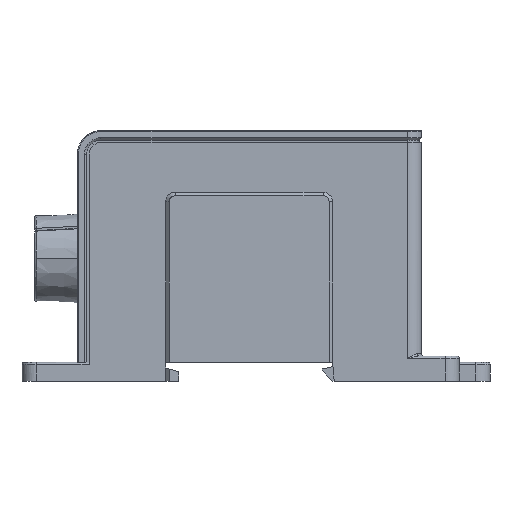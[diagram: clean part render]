
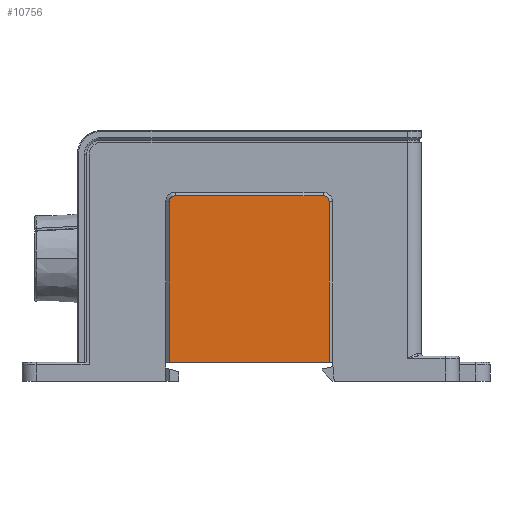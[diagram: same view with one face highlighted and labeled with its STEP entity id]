
A CAD part, left-side view. The second image highlights one B-rep face of the part: STEP entity #10756.
In plain terms, the highlighted planar face has unit normal (-1, 0, 0).
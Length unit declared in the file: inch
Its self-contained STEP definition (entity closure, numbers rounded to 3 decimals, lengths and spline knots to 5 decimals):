
#41 = ORIENTED_EDGE ( 'NONE', *, *, #1113, .F. ) ;
#359 = ORIENTED_EDGE ( 'NONE', *, *, #6748, .F. ) ;
#361 = CARTESIAN_POINT ( 'NONE',  ( -0.02953, 2.10039, 1.5025 ) ) ;
#433 = VERTEX_POINT ( 'NONE', #6162 ) ;
#443 = CARTESIAN_POINT ( 'NONE',  ( -0.02953, 2.10039, 0.15748 ) ) ;
#751 = CARTESIAN_POINT ( 'NONE',  ( -0.02953, 1.0876, 1.54528 ) ) ;
#813 = VERTEX_POINT ( 'NONE', #443 ) ;
#1113 = EDGE_CURVE ( 'NONE', #3601, #2544, #9438, .T. ) ;
#1458 = CARTESIAN_POINT ( 'NONE',  ( -0.02953, 2.10039, 1.22047 ) ) ;
#1473 = CARTESIAN_POINT ( 'NONE',  ( -0.02953, 0.8189, 1.54528 ) ) ;
#1513 = CARTESIAN_POINT ( 'NONE',  ( -0.02953, 0.81246, 1.54528 ) ) ;
#1576 = CARTESIAN_POINT ( 'NONE',  ( -0.02953, 0.77954, 1.52631 ) ) ;
#1643 = CARTESIAN_POINT ( 'NONE',  ( -0.02953, 0.79411, 1.53906 ) ) ;
#1649 = LINE ( 'NONE', #1458, #10324 ) ;
#1774 = CARTESIAN_POINT ( 'NONE',  ( -0.02953, 0.76969, 1.49606 ) ) ;
#2102 = CARTESIAN_POINT ( 'NONE',  ( -0.02953, 2.09911, 1.50894 ) ) ;
#2168 = CARTESIAN_POINT ( 'NONE',  ( -0.02953, 2.09053, 1.52631 ) ) ;
#2544 = VERTEX_POINT ( 'NONE', #1774 ) ;
#2688 = FACE_OUTER_BOUND ( 'NONE', #8049, .T. ) ;
#2737 = CARTESIAN_POINT ( 'NONE',  ( -0.02953, 2.12992, 0.15748 ) ) ;
#3018 = CARTESIAN_POINT ( 'NONE',  ( -0.02953, 2.09418, 1.52085 ) ) ;
#3026 = ORIENTED_EDGE ( 'NONE', *, *, #8056, .T. ) ;
#3601 = VERTEX_POINT ( 'NONE', #1473 ) ;
#3859 = DIRECTION ( 'NONE',  ( 0., -1., 0. ) ) ;
#4219 = VERTEX_POINT ( 'NONE', #10488 ) ;
#4263 = B_SPLINE_CURVE_WITH_KNOTS ( 'NONE', 3,
 ( #6059, #361, #2102, #3018, #2168, #10029, #11978, #10939, #12109, #11136 ),
 .UNSPECIFIED., .F., .F.,
 ( 4, 2, 2, 2, 4 ),
 ( 0., 0.25, 0.5, 0.75, 1. ),
 .UNSPECIFIED. ) ;
#4427 = CARTESIAN_POINT ( 'NONE',  ( -0.02953, 0.76969, 1.5025 ) ) ;
#4698 = PLANE ( 'NONE',  #12053 ) ;
#4738 = VECTOR ( 'NONE', #7079, 39.37008 ) ;
#4751 = LINE ( 'NONE', #2737, #11348 ) ;
#5406 = CARTESIAN_POINT ( 'NONE',  ( -0.02953, 0.80602, 1.54399 ) ) ;
#5464 = ORIENTED_EDGE ( 'NONE', *, *, #8805, .F. ) ;
#6021 = CARTESIAN_POINT ( 'NONE',  ( -0.02953, 1.43504, 0.86614 ) ) ;
#6059 = CARTESIAN_POINT ( 'NONE',  ( -0.02953, 2.10039, 1.49606 ) ) ;
#6162 = CARTESIAN_POINT ( 'NONE',  ( -0.02953, 0.76969, 0.15748 ) ) ;
#6378 = VECTOR ( 'NONE', #3859, 39.37008 ) ;
#6634 = CARTESIAN_POINT ( 'NONE',  ( -0.02953, 0.77097, 1.50894 ) ) ;
#6748 = EDGE_CURVE ( 'NONE', #4219, #3601, #11659, .T. ) ;
#7079 = DIRECTION ( 'NONE',  ( 0., 0., -1. ) ) ;
#7146 = LINE ( 'NONE', #9020, #4738 ) ;
#7216 = EDGE_CURVE ( 'NONE', #2544, #433, #7146, .T. ) ;
#8049 = EDGE_LOOP ( 'NONE', ( #11892, #3026, #11229, #41, #359, #5464 ) ) ;
#8055 = VERTEX_POINT ( 'NONE', #9487 ) ;
#8056 = EDGE_CURVE ( 'NONE', #813, #433, #4751, .T. ) ;
#8373 = CARTESIAN_POINT ( 'NONE',  ( -0.02953, 0.76969, 1.49606 ) ) ;
#8642 = DIRECTION ( 'NONE',  ( -1., 0., 0. ) ) ;
#8696 = DIRECTION ( 'NONE',  ( 0., -1., 0. ) ) ;
#8805 = EDGE_CURVE ( 'NONE', #8055, #4219, #4263, .T. ) ;
#9020 = CARTESIAN_POINT ( 'NONE',  ( -0.02953, 0.76969, 0.51181 ) ) ;
#9361 = CARTESIAN_POINT ( 'NONE',  ( -0.02953, 0.78865, 1.53542 ) ) ;
#9438 = B_SPLINE_CURVE_WITH_KNOTS ( 'NONE', 3,
 ( #12478, #1513, #5406, #1643, #9361, #1576, #9621, #6634, #4427, #8373 ),
 .UNSPECIFIED., .F., .F.,
 ( 4, 2, 2, 2, 4 ),
 ( 0., 0.25, 0.5, 0.75, 1. ),
 .UNSPECIFIED. ) ;
#9487 = CARTESIAN_POINT ( 'NONE',  ( -0.02953, 2.10039, 1.49606 ) ) ;
#9621 = CARTESIAN_POINT ( 'NONE',  ( -0.02953, 0.7759, 1.52085 ) ) ;
#10029 = CARTESIAN_POINT ( 'NONE',  ( -0.02953, 2.08142, 1.53542 ) ) ;
#10324 = VECTOR ( 'NONE', #11518, 39.37008 ) ;
#10488 = CARTESIAN_POINT ( 'NONE',  ( -0.02953, 2.05118, 1.54528 ) ) ;
#10756 = ADVANCED_FACE ( 'NONE', ( #2688 ), #4698, .T. ) ;
#10939 = CARTESIAN_POINT ( 'NONE',  ( -0.02953, 2.06406, 1.54399 ) ) ;
#11136 = CARTESIAN_POINT ( 'NONE',  ( -0.02953, 2.05118, 1.54528 ) ) ;
#11229 = ORIENTED_EDGE ( 'NONE', *, *, #7216, .F. ) ;
#11348 = VECTOR ( 'NONE', #8696, 39.37008 ) ;
#11518 = DIRECTION ( 'NONE',  ( 0., 0., 1. ) ) ;
#11580 = DIRECTION ( 'NONE',  ( 0., 0., 1. ) ) ;
#11652 = EDGE_CURVE ( 'NONE', #813, #8055, #1649, .T. ) ;
#11659 = LINE ( 'NONE', #751, #6378 ) ;
#11892 = ORIENTED_EDGE ( 'NONE', *, *, #11652, .F. ) ;
#11978 = CARTESIAN_POINT ( 'NONE',  ( -0.02953, 2.07597, 1.53906 ) ) ;
#12053 = AXIS2_PLACEMENT_3D ( 'NONE', #6021, #8642, #11580 ) ;
#12109 = CARTESIAN_POINT ( 'NONE',  ( -0.02953, 2.05762, 1.54528 ) ) ;
#12478 = CARTESIAN_POINT ( 'NONE',  ( -0.02953, 0.8189, 1.54528 ) ) ;
